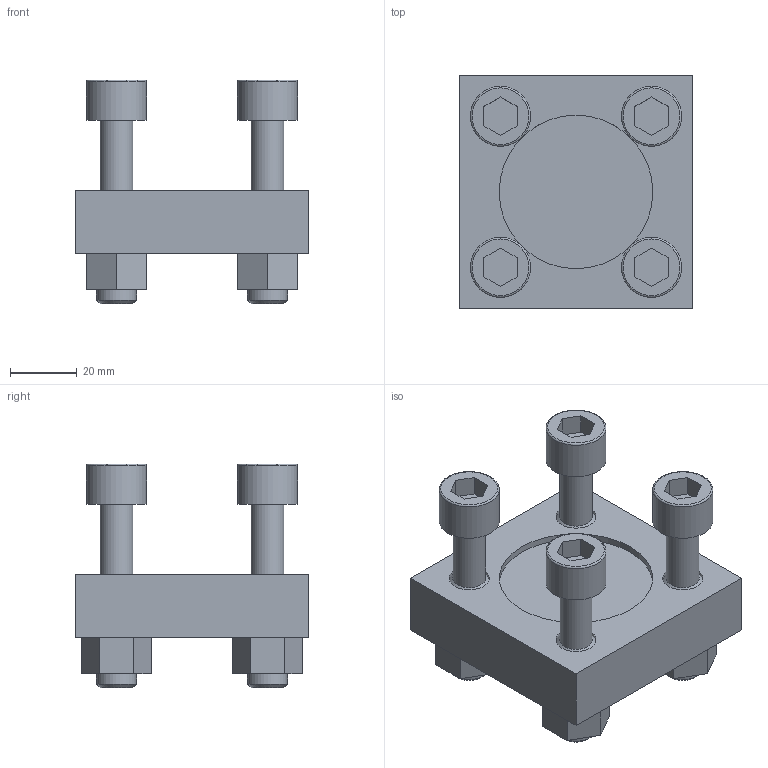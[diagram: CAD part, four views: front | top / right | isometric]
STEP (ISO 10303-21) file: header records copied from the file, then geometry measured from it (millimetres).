
FILE_DESCRIPTION(/* description */ ('STEP AP203'),/* implementation_level */ '2;1');
FILE_NAME(/* name */ 'Counter Blind Flange FGB 25-2-01',/* time_stamp */ '2025-01-17T14:34:04+01:00',/* author */ ('License CC BY-ND 4.0'),/* organization */ ('CADENAS'),/* preprocessor_version */ 'ST-DEVELOPER v19.3',/* originating_system */ 'PARTsolutions',/* authorisation */ ' ');
FILE_SCHEMA (('CONFIG_CONTROL_DESIGN'));
Length unit declared in the file: millimetre
Products named in the file (1): Gegen-Blindflansch FGB 25-2-01
Bounding box: 70 x 70 x 67 mm (x, y, z)
Volume: 119702.7 mm3; surface area: 28074.4 mm2
Topology: 1 solids, 1 shells, 109 faces, 244 edges, 160 vertices
Faces by surface type: plane 77, cylinder 19, cone 9, torus 4
Full cylindrical faces by diameter (mm): 9.853 x4, 12 x8, 18 x4, 30 x1, 30.62 x1, 46 x1
Entity records: 2790 total; most frequent: DIRECTION 470, CARTESIAN_POINT 464, ORIENTED_EDGE 406, EDGE_CURVE 203, EDGE_LOOP 164, FACE_BOUND 164, AXIS2_PLACEMENT_3D 157, LINE 156
